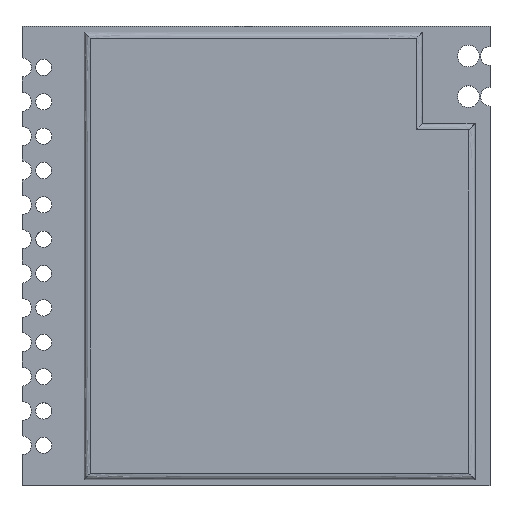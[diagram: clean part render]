
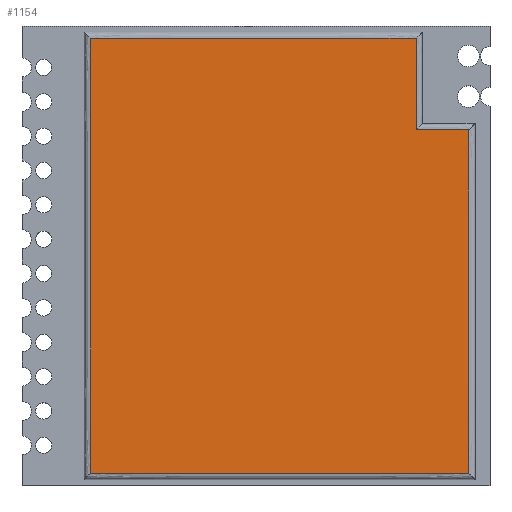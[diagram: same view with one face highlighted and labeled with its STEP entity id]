
A CAD part, top view. The second image highlights one B-rep face of the part: STEP entity #1154.
In plain terms, the highlighted planar face has unit normal (0, 0, 1).
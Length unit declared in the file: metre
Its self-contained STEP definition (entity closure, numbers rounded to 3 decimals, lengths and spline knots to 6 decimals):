
#24=B_SPLINE_CURVE_WITH_KNOTS('',3,(#1988,#1989,#1990,#1991),
 .UNSPECIFIED.,.F.,.F.,(4,4),(0.,1.),.UNSPECIFIED.);
#25=B_SPLINE_CURVE_WITH_KNOTS('',3,(#1994,#1995,#1996,#1997),
 .UNSPECIFIED.,.F.,.F.,(4,4),(0.,1.),.UNSPECIFIED.);
#26=B_SPLINE_CURVE_WITH_KNOTS('',3,(#1999,#2000,#2001,#2002),
 .UNSPECIFIED.,.F.,.F.,(4,4),(0.,1.),.UNSPECIFIED.);
#27=B_SPLINE_CURVE_WITH_KNOTS('',3,(#2004,#2005,#2006,#2007),
 .UNSPECIFIED.,.F.,.F.,(4,4),(0.,1.),.UNSPECIFIED.);
#28=B_SPLINE_CURVE_WITH_KNOTS('',3,(#2009,#2010,#2011,#2012),
 .UNSPECIFIED.,.F.,.F.,(4,4),(0.,1.),.UNSPECIFIED.);
#29=B_SPLINE_CURVE_WITH_KNOTS('',3,(#2014,#2015,#2016,#2017),
 .UNSPECIFIED.,.F.,.F.,(4,4),(0.,1.),.UNSPECIFIED.);
#411=ORIENTED_EDGE('',*,*,#583,.T.);
#412=ORIENTED_EDGE('',*,*,#584,.T.);
#413=ORIENTED_EDGE('',*,*,#585,.T.);
#414=ORIENTED_EDGE('',*,*,#586,.T.);
#415=ORIENTED_EDGE('',*,*,#587,.T.);
#416=ORIENTED_EDGE('',*,*,#588,.T.);
#583=EDGE_CURVE('',#699,#700,#24,.T.);
#584=EDGE_CURVE('',#700,#701,#25,.T.);
#585=EDGE_CURVE('',#701,#702,#26,.T.);
#586=EDGE_CURVE('',#702,#703,#27,.T.);
#587=EDGE_CURVE('',#703,#704,#28,.T.);
#588=EDGE_CURVE('',#704,#699,#29,.T.);
#699=VERTEX_POINT('',#1992);
#700=VERTEX_POINT('',#1993);
#701=VERTEX_POINT('',#1998);
#702=VERTEX_POINT('',#2003);
#703=VERTEX_POINT('',#2008);
#704=VERTEX_POINT('',#2013);
#962=EDGE_LOOP('',(#411,#412,#413,#414,#415,#416));
#1066=FACE_BOUND('',#962,.T.);
#1099=PLANE('',#1363);
#1154=ADVANCED_FACE('Face appearance 1',(#1066),#1099,.T.);
#1363=AXIS2_PLACEMENT_3D('',#1987,#1666,#1667);
#1666=DIRECTION('',(0.,0.,1.));
#1667=DIRECTION('',(1.,0.,0.));
#1987=CARTESIAN_POINT('',(0.02095,0.0085,0.0026));
#1988=CARTESIAN_POINT('',(0.016516,0.000465,0.0026));
#1989=CARTESIAN_POINT('',(0.016516,0.004695,0.0026));
#1990=CARTESIAN_POINT('',(0.016516,0.008926,0.0026));
#1991=CARTESIAN_POINT('',(0.016516,0.013156,0.0026));
#1992=CARTESIAN_POINT('',(0.016516,0.000465,0.0026));
#1993=CARTESIAN_POINT('',(0.016516,0.013156,0.0026));
#1994=CARTESIAN_POINT('',(0.016516,0.013156,0.0026));
#1995=CARTESIAN_POINT('',(0.015866,0.013156,0.0026));
#1996=CARTESIAN_POINT('',(0.015216,0.013156,0.0026));
#1997=CARTESIAN_POINT('',(0.014566,0.013156,0.0026));
#1998=CARTESIAN_POINT('',(0.014566,0.013156,0.0026));
#1999=CARTESIAN_POINT('',(0.014566,0.013156,0.0026));
#2000=CARTESIAN_POINT('',(0.014566,0.014285,0.0026));
#2001=CARTESIAN_POINT('',(0.014566,0.015414,0.0026));
#2002=CARTESIAN_POINT('',(0.014566,0.016542,0.0026));
#2003=CARTESIAN_POINT('',(0.014566,0.016542,0.0026));
#2004=CARTESIAN_POINT('',(0.014566,0.016542,0.0026));
#2005=CARTESIAN_POINT('',(0.010555,0.016542,0.0026));
#2006=CARTESIAN_POINT('',(0.006545,0.016542,0.0026));
#2007=CARTESIAN_POINT('',(0.002534,0.016542,0.0026));
#2008=CARTESIAN_POINT('',(0.002534,0.016542,0.0026));
#2009=CARTESIAN_POINT('',(0.002534,0.016542,0.0026));
#2010=CARTESIAN_POINT('',(0.002534,0.011183,0.0026));
#2011=CARTESIAN_POINT('',(0.002534,0.005824,0.0026));
#2012=CARTESIAN_POINT('',(0.002534,0.000465,0.0026));
#2013=CARTESIAN_POINT('',(0.002534,0.000465,0.0026));
#2014=CARTESIAN_POINT('',(0.002534,0.000465,0.0026));
#2015=CARTESIAN_POINT('',(0.007195,0.000465,0.0026));
#2016=CARTESIAN_POINT('',(0.011855,0.000465,0.0026));
#2017=CARTESIAN_POINT('',(0.016516,0.000465,0.0026));
